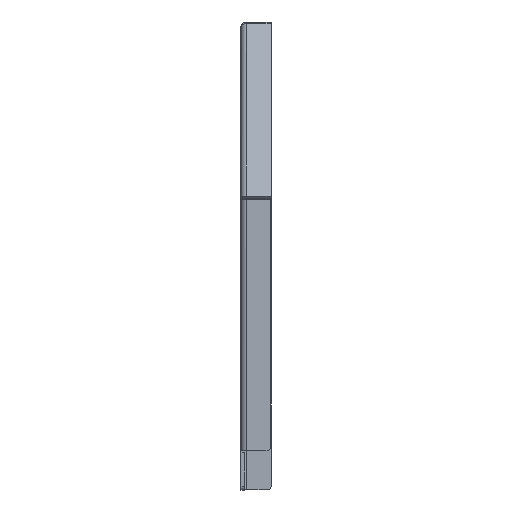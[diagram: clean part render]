
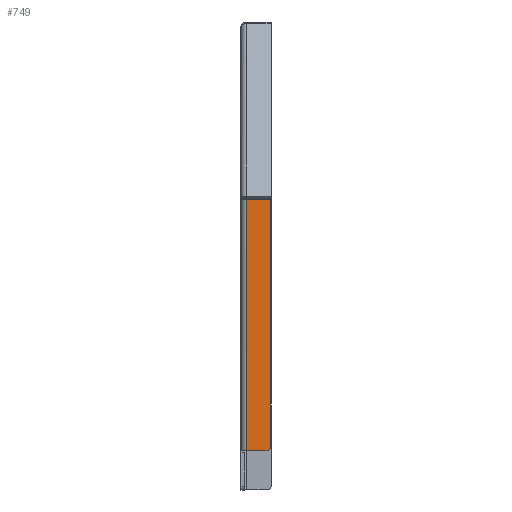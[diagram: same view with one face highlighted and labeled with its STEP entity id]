
A CAD part, left-side view. The second image highlights one B-rep face of the part: STEP entity #749.
In plain terms, the highlighted planar face has unit normal (-1, 0, 0).
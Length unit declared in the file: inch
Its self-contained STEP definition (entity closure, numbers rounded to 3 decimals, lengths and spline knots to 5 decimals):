
#53 = DIRECTION ( 'NONE',  ( 0., 1., 0. ) ) ;
#115 = VECTOR ( 'NONE', #387, 39.37008 ) ;
#264 = CARTESIAN_POINT ( 'NONE',  ( -7.6455, 0., 4.71433 ) ) ;
#302 = VECTOR ( 'NONE', #413, 39.37008 ) ;
#305 = ORIENTED_EDGE ( 'NONE', *, *, #1674, .F. ) ;
#387 = DIRECTION ( 'NONE',  ( 0., 0., 1. ) ) ;
#413 = DIRECTION ( 'NONE',  ( 0., -1., 0. ) ) ;
#470 = EDGE_CURVE ( 'NONE', #1759, #1894, #1700, .T. ) ;
#493 = CARTESIAN_POINT ( 'NONE',  ( -7.6455, -0.36833, 0.6125 ) ) ;
#543 = VERTEX_POINT ( 'NONE', #2422 ) ;
#566 = EDGE_CURVE ( 'NONE', #1759, #543, #1261, .T. ) ;
#597 = ORIENTED_EDGE ( 'NONE', *, *, #1723, .T. ) ;
#620 = PLANE ( 'NONE',  #950 ) ;
#624 = FACE_OUTER_BOUND ( 'NONE', #2550, .T. ) ;
#665 = CARTESIAN_POINT ( 'NONE',  ( -7.6455, 0., 0. ) ) ;
#729 = CARTESIAN_POINT ( 'NONE',  ( -7.6455, -0.43083, 4.71433 ) ) ;
#749 = ADVANCED_FACE ( 'NONE', ( #624 ), #620, .F. ) ;
#950 = AXIS2_PLACEMENT_3D ( 'NONE', #665, #1246, #53 ) ;
#987 = ORIENTED_EDGE ( 'NONE', *, *, #1589, .T. ) ;
#1028 = CARTESIAN_POINT ( 'NONE',  ( -7.6455, -0.43083, 0.55 ) ) ;
#1246 = DIRECTION ( 'NONE',  ( 1., 0., 0. ) ) ;
#1253 = CIRCLE ( 'NONE', #2037, 0.0625 ) ;
#1261 = LINE ( 'NONE', #1028, #302 ) ;
#1276 = DIRECTION ( 'NONE',  ( 0., 1., 0. ) ) ;
#1388 = VECTOR ( 'NONE', #1434, 39.37008 ) ;
#1434 = DIRECTION ( 'NONE',  ( 0., 0., 1. ) ) ;
#1445 = CARTESIAN_POINT ( 'NONE',  ( -7.6455, -0.43083, 4.71975 ) ) ;
#1494 = CARTESIAN_POINT ( 'NONE',  ( -7.6455, -0.03, 0.55 ) ) ;
#1507 = VERTEX_POINT ( 'NONE', #729 ) ;
#1574 = CARTESIAN_POINT ( 'NONE',  ( -7.6455, -0.03, 0. ) ) ;
#1589 = EDGE_CURVE ( 'NONE', #2400, #1507, #1854, .T. ) ;
#1674 = EDGE_CURVE ( 'NONE', #1894, #1507, #2546, .T. ) ;
#1696 = CARTESIAN_POINT ( 'NONE',  ( -7.6455, -0.43083, 0.6125 ) ) ;
#1700 = LINE ( 'NONE', #1574, #115 ) ;
#1721 = VECTOR ( 'NONE', #1828, 39.37008 ) ;
#1723 = EDGE_CURVE ( 'NONE', #543, #2400, #1253, .T. ) ;
#1759 = VERTEX_POINT ( 'NONE', #1494 ) ;
#1828 = DIRECTION ( 'NONE',  ( 0., -1., 0. ) ) ;
#1854 = LINE ( 'NONE', #1445, #1388 ) ;
#1894 = VERTEX_POINT ( 'NONE', #2109 ) ;
#1961 = ORIENTED_EDGE ( 'NONE', *, *, #566, .T. ) ;
#2037 = AXIS2_PLACEMENT_3D ( 'NONE', #493, #2099, #1276 ) ;
#2099 = DIRECTION ( 'NONE',  ( -1., 0., 0. ) ) ;
#2109 = CARTESIAN_POINT ( 'NONE',  ( -7.6455, -0.03, 4.71433 ) ) ;
#2274 = ORIENTED_EDGE ( 'NONE', *, *, #470, .F. ) ;
#2400 = VERTEX_POINT ( 'NONE', #1696 ) ;
#2422 = CARTESIAN_POINT ( 'NONE',  ( -7.6455, -0.36833, 0.55 ) ) ;
#2546 = LINE ( 'NONE', #264, #1721 ) ;
#2550 = EDGE_LOOP ( 'NONE', ( #1961, #597, #987, #305, #2274 ) ) ;
